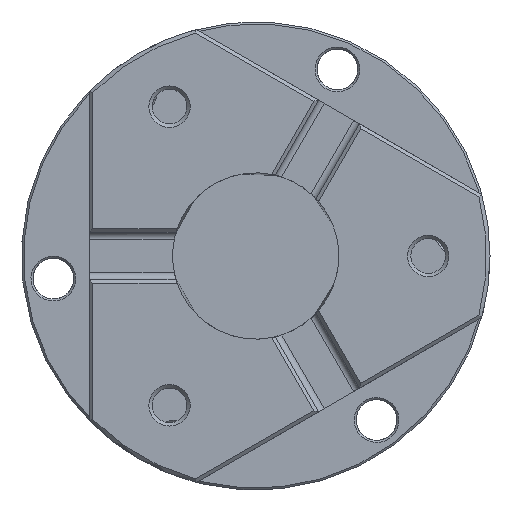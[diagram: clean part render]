
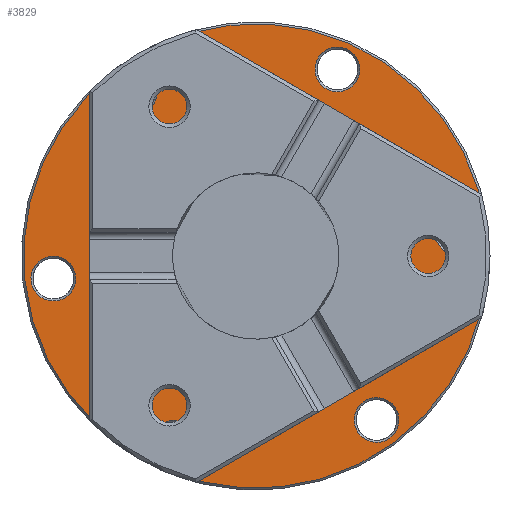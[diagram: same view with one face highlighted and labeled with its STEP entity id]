
A CAD part, left-side view. The second image highlights one B-rep face of the part: STEP entity #3829.
In plain terms, the highlighted planar face has unit normal (-1, 0, 0).
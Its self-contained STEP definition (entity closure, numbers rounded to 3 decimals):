
#3743=CARTESIAN_POINT('',(0.,-30.0,-3.3));
#3744=VERTEX_POINT('',#3743);
#3745=CARTESIAN_POINT('',(0.,-30.0,0.));
#3746=DIRECTION('',(-1.0,0.0,0.0));
#3747=DIRECTION('',(0.0,0.0,1.0));
#3748=AXIS2_PLACEMENT_3D('',#3745,#3746,#3747);
#3749=CIRCLE('',#3748,3.3);
#3750=EDGE_CURVE('',#3744,#3744,#3749,.T.);
#3755=CARTESIAN_POINT('',(0.0,17.25,0.0));
#3756=DIRECTION('',(-1.0,0.0,0.0));
#3757=DIRECTION('',(0.0,0.0,1.0));
#3758=AXIS2_PLACEMENT_3D('',#3755,#3756,#3757);
#3759=PLANE('',#3758);
#3760=CARTESIAN_POINT('',(0.,34.2,0.));
#3761=VERTEX_POINT('',#3760);
#3762=CARTESIAN_POINT('',(0.,0.,0.0));
#3763=DIRECTION('',(1.0,0.0,0.0));
#3764=DIRECTION('',(0.0,-1.0,0.0));
#3765=AXIS2_PLACEMENT_3D('',#3762,#3763,#3764);
#3766=CIRCLE('',#3765,34.2);
#3767=EDGE_CURVE('',#3761,#3761,#3766,.T.);
#3768=ORIENTED_EDGE('',*,*,#3767,.F.);
#3769=EDGE_LOOP('',(#3768));
#3770=FACE_OUTER_BOUND('',#3769,.T.);
#3771=CARTESIAN_POINT('',(0.,-17.858,24.331));
#3772=VERTEX_POINT('',#3771);
#3773=CARTESIAN_POINT('',(0.,-15.,25.981));
#3774=DIRECTION('',(-1.,0.,0.));
#3775=DIRECTION('',(0.,0.866,0.5));
#3776=AXIS2_PLACEMENT_3D('',#3773,#3774,#3775);
#3777=CIRCLE('',#3776,3.3);
#3778=EDGE_CURVE('',#3772,#3772,#3777,.T.);
#3779=ORIENTED_EDGE('',*,*,#3778,.F.);
#3780=EDGE_LOOP('',(#3779));
#3781=FACE_BOUND('',#3780,.T.);
#3782=CARTESIAN_POINT('',(0.,12.142,27.631));
#3783=VERTEX_POINT('',#3782);
#3784=CARTESIAN_POINT('',(0.,15.,25.981));
#3785=DIRECTION('',(-1.0,0.,0.));
#3786=DIRECTION('',(0.,0.866,-0.5));
#3787=AXIS2_PLACEMENT_3D('',#3784,#3785,#3786);
#3788=CIRCLE('',#3787,3.3);
#3789=EDGE_CURVE('',#3783,#3783,#3788,.T.);
#3790=ORIENTED_EDGE('',*,*,#3789,.F.);
#3791=EDGE_LOOP('',(#3790));
#3792=FACE_BOUND('',#3791,.T.);
#3793=CARTESIAN_POINT('',(0.,30.0,3.3));
#3794=VERTEX_POINT('',#3793);
#3795=CARTESIAN_POINT('',(0.,30.0,0.0));
#3796=DIRECTION('',(-1.0,0.0,0.0));
#3797=DIRECTION('',(0.0,0.0,-1.0));
#3798=AXIS2_PLACEMENT_3D('',#3795,#3796,#3797);
#3799=CIRCLE('',#3798,3.3);
#3800=EDGE_CURVE('',#3794,#3794,#3799,.T.);
#3801=ORIENTED_EDGE('',*,*,#3800,.F.);
#3802=EDGE_LOOP('',(#3801));
#3803=FACE_BOUND('',#3802,.T.);
#3804=CARTESIAN_POINT('',(0.,17.858,-24.331));
#3805=VERTEX_POINT('',#3804);
#3806=CARTESIAN_POINT('',(0.,15.,-25.981));
#3807=DIRECTION('',(-1.0,0.,0.));
#3808=DIRECTION('',(0.,-0.866,-0.5));
#3809=AXIS2_PLACEMENT_3D('',#3806,#3807,#3808);
#3810=CIRCLE('',#3809,3.3);
#3811=EDGE_CURVE('',#3805,#3805,#3810,.T.);
#3812=ORIENTED_EDGE('',*,*,#3811,.F.);
#3813=EDGE_LOOP('',(#3812));
#3814=FACE_BOUND('',#3813,.T.);
#3815=CARTESIAN_POINT('',(0.,-12.142,-27.631));
#3816=VERTEX_POINT('',#3815);
#3817=CARTESIAN_POINT('',(0.,-15.,-25.981));
#3818=DIRECTION('',(-1.0,0.,0.));
#3819=DIRECTION('',(0.,-0.866,0.5));
#3820=AXIS2_PLACEMENT_3D('',#3817,#3818,#3819);
#3821=CIRCLE('',#3820,3.3);
#3822=EDGE_CURVE('',#3816,#3816,#3821,.T.);
#3823=ORIENTED_EDGE('',*,*,#3822,.F.);
#3824=EDGE_LOOP('',(#3823));
#3825=FACE_BOUND('',#3824,.T.);
#3826=ORIENTED_EDGE('',*,*,#3750,.F.);
#3827=EDGE_LOOP('',(#3826));
#3828=FACE_BOUND('',#3827,.T.);
#3829=ADVANCED_FACE('',(#3770,#3781,#3792,#3803,#3814,#3825,#3828),#3759,.T.);
